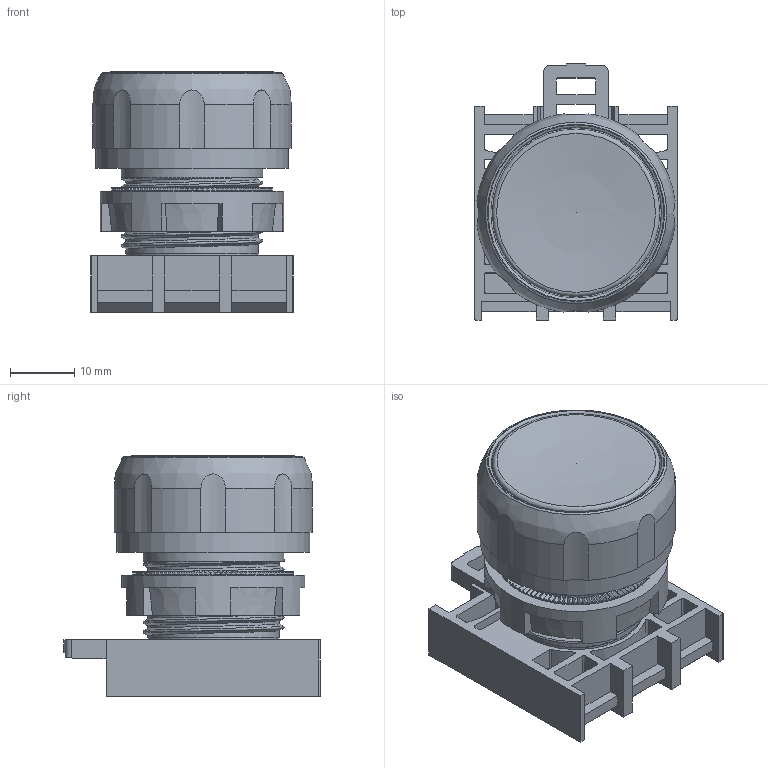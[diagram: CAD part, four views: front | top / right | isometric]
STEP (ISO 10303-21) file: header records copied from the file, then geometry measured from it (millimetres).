
FILE_DESCRIPTION(/* description */ (''),/* implementation_level */ '2;1');
FILE_NAME(/* name */ 'W22PB-FG (V2.0).stp',/* time_stamp */ '2020-07-23T11:04:11+06:00',/* author */ ('Owner'),/* organization */ (''),/* preprocessor_version */ 'ST-DEVELOPER v18',/* originating_system */ 'Autodesk Inventor 2020',/* authorisation */ '');
FILE_SCHEMA (('AUTOMOTIVE_DESIGN { 1 0 10303 214 3 1 1 }'));
Length unit declared in the file: millimetre
Products named in the file (1): Part1
Bounding box: 31.5 x 39.8 x 37.41 mm (x, y, z)
Volume: 15299.5 mm3; surface area: 20772.5 mm2
Topology: 2 solids, 2 shells, 1242 faces, 3283 edges, 2057 vertices
Faces by surface type: plane 900, cylinder 191, bspline 84, cone 39, torus 23, sphere 5
Full cylindrical faces by diameter (mm): 11.207 x1, 12.807 x1, 14.478 x2, 14.7 x1, 18 x1, 18.5 x1, 19.05 x2, 20.3 x1, 22.35 x3, 22.5 x1, 24 x1, 24.95 x1, 25.6 x3, 26 x1, 26.5 x1, 27.3 x2, 28.5 x1, 30 x1
Entity records: 47558 total; most frequent: CARTESIAN_POINT 15665, ORIENTED_EDGE 6564, DIRECTION 6153, EDGE_CURVE 3282, LINE 2205, VECTOR 2205, VERTEX_POINT 2057, AXIS2_PLACEMENT_3D 1974
